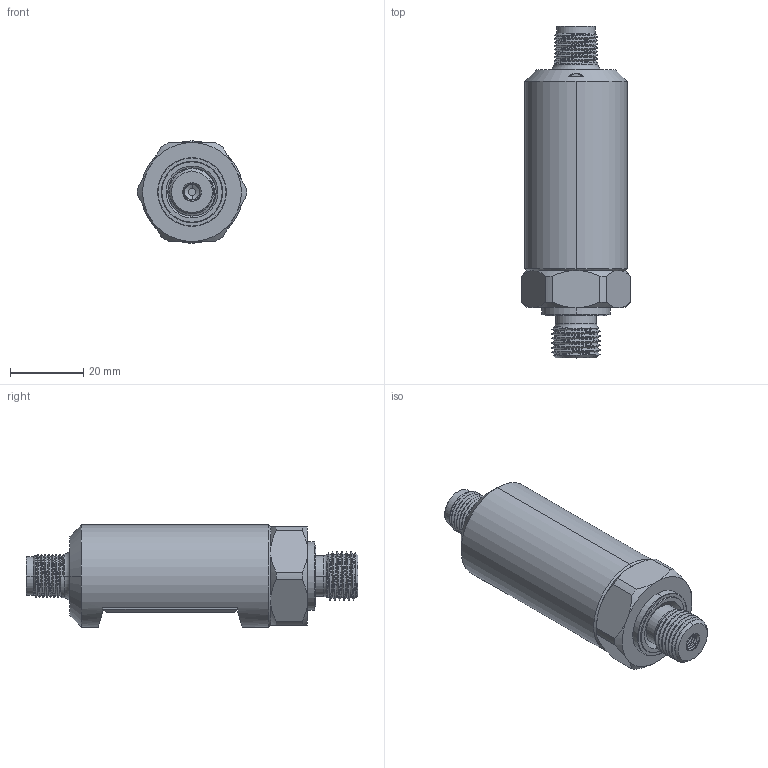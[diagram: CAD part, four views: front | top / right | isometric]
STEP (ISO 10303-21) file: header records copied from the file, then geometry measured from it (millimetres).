
FILE_DESCRIPTION (( 'STEP AP203' ), '1' );
FILE_NAME ('Drucksensor_G14M.STEP', '2022-09-22T16:04:10', ( '' ), ( '' ), 'SwSTEP 2.0', 'SolidWorks 2020', '' );
FILE_SCHEMA (( 'CONFIG_CONTROL_DESIGN' ));
Length unit declared in the file: millimetre
Products named in the file (1): Drucksensor_G14M
Bounding box: 29.79 x 90.7 x 27.95 mm (x, y, z)
Volume: 39784.1 mm3; surface area: 8996.5 mm2
Topology: 1 solids, 1 shells, 220 faces, 556 edges, 349 vertices
Faces by surface type: cylinder 85, plane 54, cone 33, torus 29, bspline 19
Entity records: 13330 total; most frequent: CARTESIAN_POINT 8360, ORIENTED_EDGE 1112, DIRECTION 968, EDGE_CURVE 556, AXIS2_PLACEMENT_3D 389, VERTEX_POINT 349, EDGE_LOOP 231, FACE_OUTER_BOUND 220
